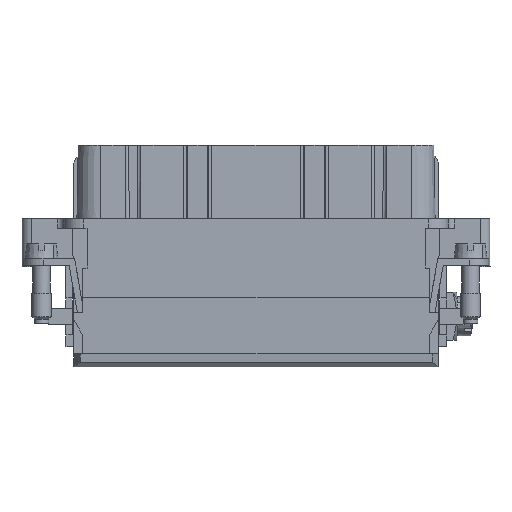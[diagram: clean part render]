
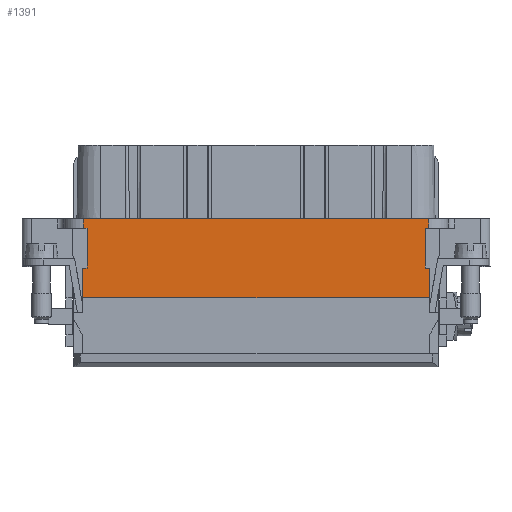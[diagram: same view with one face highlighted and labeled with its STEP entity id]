
A CAD part, left-side view. The second image highlights one B-rep face of the part: STEP entity #1391.
In plain terms, the highlighted planar face has unit normal (-1, 0, 0).
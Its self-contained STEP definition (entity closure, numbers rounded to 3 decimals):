
#1307=AXIS2_PLACEMENT_3D('Plane Axis2P3D',#1304,#1305,#1306) ;
#619=CARTESIAN_POINT('Vertex',(0.,9.4,21.3)) ;
#622=CARTESIAN_POINT('Line Origine',(0.,9.7,21.3)) ;
#626=CARTESIAN_POINT('Vertex',(0.,10.,21.3)) ;
#1288=CARTESIAN_POINT('Vertex',(0.,9.4,22.8)) ;
#1291=CARTESIAN_POINT('Line Origine',(0.,9.4,23.)) ;
#1304=CARTESIAN_POINT('Axis2P3D Location',(0.,82.364,10.671)) ;
#1309=CARTESIAN_POINT('Line Origine',(0.,9.35,12.897)) ;
#1313=CARTESIAN_POINT('Vertex',(0.,9.35,15.2)) ;
#1315=CARTESIAN_POINT('Vertex',(0.,9.35,10.594)) ;
#1318=CARTESIAN_POINT('Line Origine',(0.,9.675,15.2)) ;
#1322=CARTESIAN_POINT('Vertex',(0.,10.,15.2)) ;
#1325=CARTESIAN_POINT('Line Origine',(0.,10.,18.25)) ;
#1330=CARTESIAN_POINT('Line Origine',(0.,36.,22.8)) ;
#1334=CARTESIAN_POINT('Vertex',(0.,62.6,22.8)) ;
#1337=CARTESIAN_POINT('Line Origine',(0.,62.6,22.05)) ;
#1341=CARTESIAN_POINT('Vertex',(0.,62.6,21.3)) ;
#1344=CARTESIAN_POINT('Line Origine',(0.,62.3,21.3)) ;
#1348=CARTESIAN_POINT('Vertex',(0.,62.,21.3)) ;
#1351=CARTESIAN_POINT('Line Origine',(0.,62.,18.25)) ;
#1355=CARTESIAN_POINT('Vertex',(0.,62.,15.2)) ;
#1358=CARTESIAN_POINT('Line Origine',(0.,62.325,15.2)) ;
#1362=CARTESIAN_POINT('Vertex',(0.,62.65,15.2)) ;
#1365=CARTESIAN_POINT('Line Origine',(0.,62.65,12.897)) ;
#1369=CARTESIAN_POINT('Vertex',(0.,62.65,10.594)) ;
#1372=CARTESIAN_POINT('Line Origine',(0.,36.,10.594)) ;
#623=DIRECTION('Vector Direction',(0.,-1.,0.)) ;
#1292=DIRECTION('Vector Direction',(0.,0.,1.)) ;
#1305=DIRECTION('Axis2P3D Direction',(-1.,0.,0.)) ;
#1306=DIRECTION('Axis2P3D XDirection',(0.,-1.,0.)) ;
#1310=DIRECTION('Vector Direction',(0.,0.,-1.)) ;
#1319=DIRECTION('Vector Direction',(0.,-1.,0.)) ;
#1326=DIRECTION('Vector Direction',(0.,0.,-1.)) ;
#1331=DIRECTION('Vector Direction',(0.,1.,0.)) ;
#1338=DIRECTION('Vector Direction',(0.,0.,-1.)) ;
#1345=DIRECTION('Vector Direction',(0.,-1.,0.)) ;
#1352=DIRECTION('Vector Direction',(0.,0.,1.)) ;
#1359=DIRECTION('Vector Direction',(0.,-1.,0.)) ;
#1366=DIRECTION('Vector Direction',(0.,0.,1.)) ;
#1373=DIRECTION('Vector Direction',(0.,-1.,0.)) ;
#624=VECTOR('Line Direction',#623,1.) ;
#1293=VECTOR('Line Direction',#1292,1.) ;
#1311=VECTOR('Line Direction',#1310,1.) ;
#1320=VECTOR('Line Direction',#1319,1.) ;
#1327=VECTOR('Line Direction',#1326,1.) ;
#1332=VECTOR('Line Direction',#1331,1.) ;
#1339=VECTOR('Line Direction',#1338,1.) ;
#1346=VECTOR('Line Direction',#1345,1.) ;
#1353=VECTOR('Line Direction',#1352,1.) ;
#1360=VECTOR('Line Direction',#1359,1.) ;
#1367=VECTOR('Line Direction',#1366,1.) ;
#1374=VECTOR('Line Direction',#1373,1.) ;
#1378=ORIENTED_EDGE('',*,*,#1317,.F.) ;
#1379=ORIENTED_EDGE('',*,*,#1324,.F.) ;
#1380=ORIENTED_EDGE('',*,*,#1329,.F.) ;
#1381=ORIENTED_EDGE('',*,*,#628,.T.) ;
#1382=ORIENTED_EDGE('',*,*,#1295,.F.) ;
#1383=ORIENTED_EDGE('',*,*,#1336,.T.) ;
#1384=ORIENTED_EDGE('',*,*,#1343,.T.) ;
#1385=ORIENTED_EDGE('',*,*,#1350,.T.) ;
#1386=ORIENTED_EDGE('',*,*,#1357,.F.) ;
#1387=ORIENTED_EDGE('',*,*,#1364,.F.) ;
#1388=ORIENTED_EDGE('',*,*,#1371,.F.) ;
#1389=ORIENTED_EDGE('',*,*,#1376,.T.) ;
#1391=ADVANCED_FACE('Hauptk\X2\00F6\X0\rper',(#1390),#1308,.T.) ;
#628=EDGE_CURVE('',#627,#620,#625,.T.) ;
#1295=EDGE_CURVE('',#1289,#620,#1294,.F.) ;
#1317=EDGE_CURVE('',#1314,#1316,#1312,.T.) ;
#1324=EDGE_CURVE('',#1323,#1314,#1321,.T.) ;
#1329=EDGE_CURVE('',#627,#1323,#1328,.T.) ;
#1336=EDGE_CURVE('',#1289,#1335,#1333,.T.) ;
#1343=EDGE_CURVE('',#1335,#1342,#1340,.T.) ;
#1350=EDGE_CURVE('',#1342,#1349,#1347,.T.) ;
#1357=EDGE_CURVE('',#1356,#1349,#1354,.T.) ;
#1364=EDGE_CURVE('',#1363,#1356,#1361,.T.) ;
#1371=EDGE_CURVE('',#1370,#1363,#1368,.T.) ;
#1376=EDGE_CURVE('',#1370,#1316,#1375,.T.) ;
#1377=EDGE_LOOP('',(#1378,#1379,#1380,#1381,#1382,#1383,#1384,#1385,#1386,#1387,#1388,#1389)) ;
#1390=FACE_OUTER_BOUND('',#1377,.T.) ;
#625=LINE('Line',#622,#624) ;
#1294=LINE('Line',#1291,#1293) ;
#1312=LINE('Line',#1309,#1311) ;
#1321=LINE('Line',#1318,#1320) ;
#1328=LINE('Line',#1325,#1327) ;
#1333=LINE('Line',#1330,#1332) ;
#1340=LINE('Line',#1337,#1339) ;
#1347=LINE('Line',#1344,#1346) ;
#1354=LINE('Line',#1351,#1353) ;
#1361=LINE('Line',#1358,#1360) ;
#1368=LINE('Line',#1365,#1367) ;
#1375=LINE('Line',#1372,#1374) ;
#1308=PLANE('',#1307) ;
#620=VERTEX_POINT('',#619) ;
#627=VERTEX_POINT('',#626) ;
#1289=VERTEX_POINT('',#1288) ;
#1314=VERTEX_POINT('',#1313) ;
#1316=VERTEX_POINT('',#1315) ;
#1323=VERTEX_POINT('',#1322) ;
#1335=VERTEX_POINT('',#1334) ;
#1342=VERTEX_POINT('',#1341) ;
#1349=VERTEX_POINT('',#1348) ;
#1356=VERTEX_POINT('',#1355) ;
#1363=VERTEX_POINT('',#1362) ;
#1370=VERTEX_POINT('',#1369) ;
